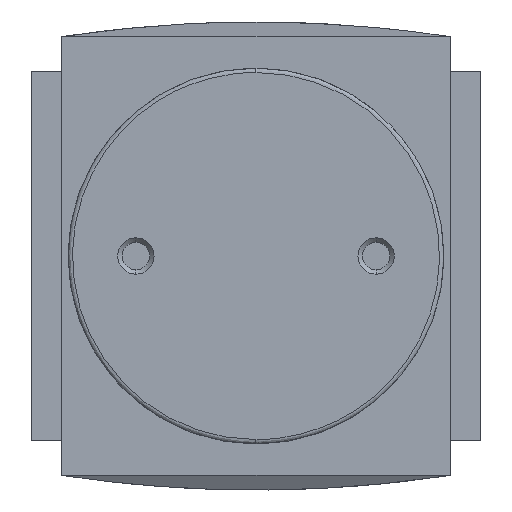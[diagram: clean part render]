
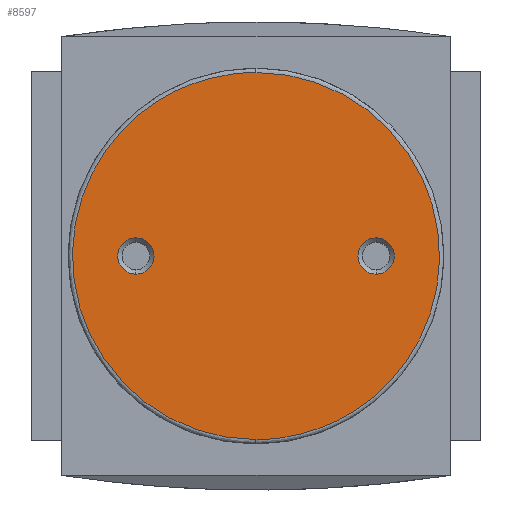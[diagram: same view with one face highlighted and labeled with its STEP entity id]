
A CAD part, front view. The second image highlights one B-rep face of the part: STEP entity #8597.
In plain terms, the highlighted planar face has unit normal (0, -1, 0).
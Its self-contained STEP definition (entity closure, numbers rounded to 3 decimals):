
#37 = CARTESIAN_POINT ( 'NONE',  ( -13.9, -33., 0. ) ) ;
#54 = DIRECTION ( 'NONE',  ( 0., -1., 0. ) ) ;
#100 = CARTESIAN_POINT ( 'NONE',  ( 0., -33., -21.25 ) ) ;
#180 = EDGE_CURVE ( 'NONE', #3863, #7727, #222, .T. ) ;
#222 = CIRCLE ( 'NONE', #9095, 2.1 ) ;
#281 = EDGE_LOOP ( 'NONE', ( #7035, #8796 ) ) ;
#399 = CIRCLE ( 'NONE', #2173, 2.1 ) ;
#425 = FACE_BOUND ( 'NONE', #5774, .T. ) ;
#917 = CARTESIAN_POINT ( 'NONE',  ( -13.9, -33., -2.1 ) ) ;
#992 = CARTESIAN_POINT ( 'NONE',  ( 42.5, -33., 21.25 ) ) ;
#1000 = CARTESIAN_POINT ( 'NONE',  ( -42.5, -33., 21.25 ) ) ;
#1153 = DIRECTION ( 'NONE',  ( 0., 0., 1. ) ) ;
#1347 = CIRCLE ( 'NONE', #11325, 2.1 ) ;
#1441 = VERTEX_POINT ( 'NONE', #11710 ) ;
#1750 = ORIENTED_EDGE ( 'NONE', *, *, #7059, .F. ) ;
#1962 = CARTESIAN_POINT ( 'NONE',  ( 0., -33., -21.25 ) ) ;
#1992 = FACE_BOUND ( 'NONE', #3468, .T. ) ;
#2032 = CARTESIAN_POINT ( 'NONE',  ( -13.9, -33., 0. ) ) ;
#2173 = AXIS2_PLACEMENT_3D ( 'NONE', #37, #2768, #4632 ) ;
#2267 = CARTESIAN_POINT ( 'NONE',  ( 13.9, -33., 0. ) ) ;
#2378 = VERTEX_POINT ( 'NONE', #9359 ) ;
#2755 = VERTEX_POINT ( 'NONE', #11837 ) ;
#2768 = DIRECTION ( 'NONE',  ( 0., -1., 0. ) ) ;
#2923 = CARTESIAN_POINT ( 'NONE',  ( 42.5, -33., -21.25 ) ) ;
#2982 = CARTESIAN_POINT ( 'NONE',  ( 21.25, -33., 0. ) ) ;
#3468 = EDGE_LOOP ( 'NONE', ( #8938, #5324 ) ) ;
#3770 = CARTESIAN_POINT ( 'NONE',  ( 0., -33., 21.25 ) ) ;
#3849 =( BOUNDED_CURVE ( )  B_SPLINE_CURVE ( 3, ( #8406, #992, #2923, #100 ),
 .UNSPECIFIED., .F., .T. ) 
 B_SPLINE_CURVE_WITH_KNOTS ( ( 4, 4 ),
 ( 0.5, 1. ),
 .UNSPECIFIED. ) 
 CURVE ( )  GEOMETRIC_REPRESENTATION_ITEM ( )  RATIONAL_B_SPLINE_CURVE ( ( 1., 0.333, 0.333, 1. ) ) 
 REPRESENTATION_ITEM ( '' )  );
#3863 = VERTEX_POINT ( 'NONE', #10480 ) ;
#4264 = CARTESIAN_POINT ( 'NONE',  ( 13.9, -33., 0. ) ) ;
#4284 = ORIENTED_EDGE ( 'NONE', *, *, #10942, .F. ) ;
#4572 = DIRECTION ( 'NONE',  ( 0., 0., -1. ) ) ;
#4617 = EDGE_CURVE ( 'NONE', #7727, #3863, #1347, .T. ) ;
#4632 = DIRECTION ( 'NONE',  ( 0., 0., -1. ) ) ;
#4782 = PLANE ( 'NONE',  #5815 ) ;
#5324 = ORIENTED_EDGE ( 'NONE', *, *, #180, .F. ) ;
#5359 =( BOUNDED_CURVE ( )  B_SPLINE_CURVE ( 3, ( #1962, #11010, #1000, #3770 ),
 .UNSPECIFIED., .F., .T. ) 
 B_SPLINE_CURVE_WITH_KNOTS ( ( 4, 4 ),
 ( 0., 0.5 ),
 .UNSPECIFIED. ) 
 CURVE ( )  GEOMETRIC_REPRESENTATION_ITEM ( )  RATIONAL_B_SPLINE_CURVE ( ( 1., 0.333, 0.333, 1. ) ) 
 REPRESENTATION_ITEM ( '' )  );
#5610 = FACE_OUTER_BOUND ( 'NONE', #281, .T. ) ;
#5774 = EDGE_LOOP ( 'NONE', ( #1750, #4284 ) ) ;
#5815 = AXIS2_PLACEMENT_3D ( 'NONE', #2982, #11334, #1153 ) ;
#5979 = DIRECTION ( 'NONE',  ( 0., 0., -1. ) ) ;
#7035 = ORIENTED_EDGE ( 'NONE', *, *, #11028, .F. ) ;
#7059 = EDGE_CURVE ( 'NONE', #9484, #1441, #9064, .T. ) ;
#7727 = VERTEX_POINT ( 'NONE', #11611 ) ;
#8406 = CARTESIAN_POINT ( 'NONE',  ( 0., -33., 21.25 ) ) ;
#8597 = ADVANCED_FACE ( 'NONE', ( #425, #5610, #1992 ), #4782, .F. ) ;
#8693 = DIRECTION ( 'NONE',  ( 0., -1., 0. ) ) ;
#8796 = ORIENTED_EDGE ( 'NONE', *, *, #11726, .F. ) ;
#8938 = ORIENTED_EDGE ( 'NONE', *, *, #4617, .F. ) ;
#9064 = CIRCLE ( 'NONE', #11492, 2.1 ) ;
#9095 = AXIS2_PLACEMENT_3D ( 'NONE', #2267, #8693, #5979 ) ;
#9359 = CARTESIAN_POINT ( 'NONE',  ( 0., -33., -21.25 ) ) ;
#9484 = VERTEX_POINT ( 'NONE', #917 ) ;
#10480 = CARTESIAN_POINT ( 'NONE',  ( 13.9, -33., 2.1 ) ) ;
#10593 = DIRECTION ( 'NONE',  ( 0., 0., -1. ) ) ;
#10686 = DIRECTION ( 'NONE',  ( 0., -1., 0. ) ) ;
#10942 = EDGE_CURVE ( 'NONE', #1441, #9484, #399, .T. ) ;
#11010 = CARTESIAN_POINT ( 'NONE',  ( -42.5, -33., -21.25 ) ) ;
#11028 = EDGE_CURVE ( 'NONE', #2378, #2755, #5359, .T. ) ;
#11325 = AXIS2_PLACEMENT_3D ( 'NONE', #4264, #10686, #10593 ) ;
#11334 = DIRECTION ( 'NONE',  ( 0., 1., 0. ) ) ;
#11492 = AXIS2_PLACEMENT_3D ( 'NONE', #2032, #54, #4572 ) ;
#11611 = CARTESIAN_POINT ( 'NONE',  ( 13.9, -33., -2.1 ) ) ;
#11710 = CARTESIAN_POINT ( 'NONE',  ( -13.9, -33., 2.1 ) ) ;
#11726 = EDGE_CURVE ( 'NONE', #2755, #2378, #3849, .T. ) ;
#11837 = CARTESIAN_POINT ( 'NONE',  ( 0., -33., 21.25 ) ) ;
